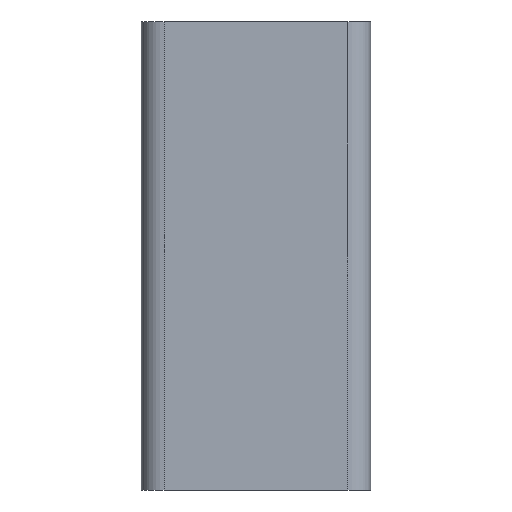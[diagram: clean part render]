
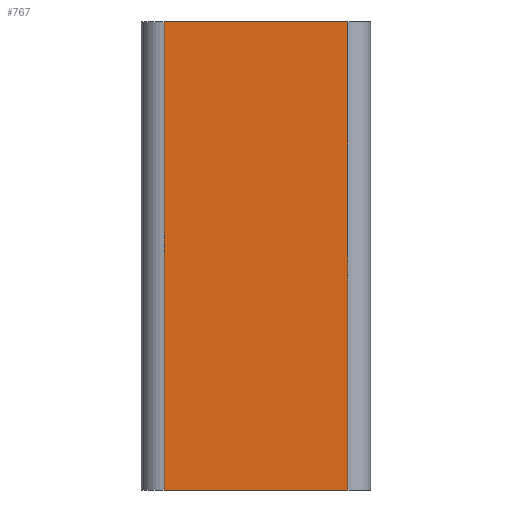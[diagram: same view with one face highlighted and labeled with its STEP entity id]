
A CAD part, left-side view. The second image highlights one B-rep face of the part: STEP entity #767.
In plain terms, the highlighted planar face has unit normal (-1, 0, 0).
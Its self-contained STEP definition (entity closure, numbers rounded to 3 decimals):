
#35 = AXIS2_PLACEMENT_3D ( 'NONE', #225, #226, #227 ) ;
#84 = LINE ( 'NONE', #85, #1335 ) ;
#85 = CARTESIAN_POINT ( 'NONE',  ( -60., 5., 51. ) ) ;
#86 = DIRECTION ( 'NONE',  ( 0., 0., -1. ) ) ;
#108 = LINE ( 'NONE', #109, #1391 ) ;
#109 = CARTESIAN_POINT ( 'NONE',  ( -60., 5., -51. ) ) ;
#110 = DIRECTION ( 'NONE',  ( 0., -1., 0. ) ) ;
#211 = FACE_OUTER_BOUND ( 'NONE', #1798, .T. ) ;
#212 = PLANE ( 'NONE',  #35 ) ;
#225 = CARTESIAN_POINT ( 'NONE',  ( -60., 5., 51. ) ) ;
#226 = DIRECTION ( 'NONE',  ( 1., 0., 0. ) ) ;
#227 = DIRECTION ( 'NONE',  ( 0., 0., -1. ) ) ;
#287 = CARTESIAN_POINT ( 'NONE',  ( -60., 5., 51. ) ) ;
#302 = CARTESIAN_POINT ( 'NONE',  ( -60., 45., -51. ) ) ;
#304 = CARTESIAN_POINT ( 'NONE',  ( -60., 5., -51. ) ) ;
#307 = CARTESIAN_POINT ( 'NONE',  ( -60., 45., 51. ) ) ;
#469 = LINE ( 'NONE', #478, #1319 ) ;
#478 = CARTESIAN_POINT ( 'NONE',  ( -60., 45., 51. ) ) ;
#479 = DIRECTION ( 'NONE',  ( 0., 0., -1. ) ) ;
#568 = LINE ( 'NONE', #569, #1386 ) ;
#569 = CARTESIAN_POINT ( 'NONE',  ( -60., 5., 51. ) ) ;
#570 = DIRECTION ( 'NONE',  ( 0., -1., 0. ) ) ;
#712 = EDGE_CURVE ( 'NONE', #1717, #1712, #469, .T. ) ;
#731 = EDGE_CURVE ( 'NONE', #1717, #1697, #568, .T. ) ;
#734 = EDGE_CURVE ( 'NONE', #1697, #1714, #84, .T. ) ;
#743 = EDGE_CURVE ( 'NONE', #1712, #1714, #108, .T. ) ;
#767 = ADVANCED_FACE ( 'NONE', ( #211 ), #212, .F. ) ;
#1319 = VECTOR ( 'NONE', #479, 1000. ) ;
#1335 = VECTOR ( 'NONE', #86, 1000. ) ;
#1386 = VECTOR ( 'NONE', #570, 1000. ) ;
#1391 = VECTOR ( 'NONE', #110, 1000. ) ;
#1606 = ORIENTED_EDGE ( 'NONE', *, *, #734, .F. ) ;
#1607 = ORIENTED_EDGE ( 'NONE', *, *, #743, .T. ) ;
#1609 = ORIENTED_EDGE ( 'NONE', *, *, #731, .F. ) ;
#1610 = ORIENTED_EDGE ( 'NONE', *, *, #712, .T. ) ;
#1697 = VERTEX_POINT ( 'NONE', #287 ) ;
#1712 = VERTEX_POINT ( 'NONE', #302 ) ;
#1714 = VERTEX_POINT ( 'NONE', #304 ) ;
#1717 = VERTEX_POINT ( 'NONE', #307 ) ;
#1798 = EDGE_LOOP ( 'NONE', ( #1607, #1606, #1609, #1610 ) ) ;
